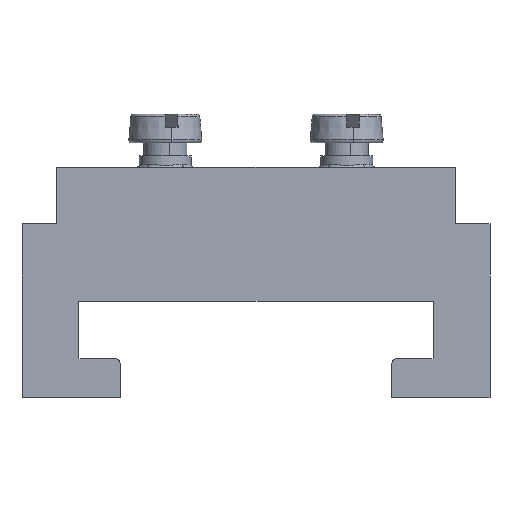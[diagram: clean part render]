
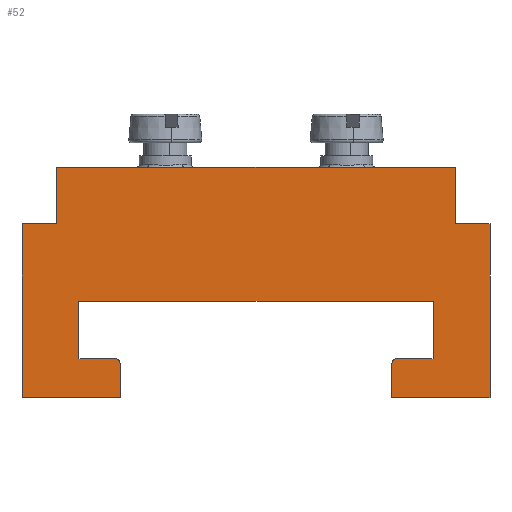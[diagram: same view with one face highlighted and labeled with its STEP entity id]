
A CAD part, front view. The second image highlights one B-rep face of the part: STEP entity #52.
In plain terms, the highlighted planar face has unit normal (0, -1, 0).
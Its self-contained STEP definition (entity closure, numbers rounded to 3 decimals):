
#15 = CARTESIAN_POINT ( 'NONE',  ( -28.143, 0.477, 13.655 ) ) ;
#25 = CARTESIAN_POINT ( 'NONE',  ( -21.293, 0.477, -1.995 ) ) ;
#52 = ADVANCED_FACE ( 'NONE', ( #2145 ), #2175, .T. ) ;
#80 = VERTEX_POINT ( 'NONE', #2623 ) ;
#90 = VERTEX_POINT ( 'NONE', #1151 ) ;
#131 = CARTESIAN_POINT ( 'NONE',  ( 15.457, 0.477, 4.655 ) ) ;
#132 = DIRECTION ( 'NONE',  ( 0., 0., 1. ) ) ;
#140 = VECTOR ( 'NONE', #292, 1000. ) ;
#147 = VECTOR ( 'NONE', #1035, 1000. ) ;
#148 = VERTEX_POINT ( 'NONE', #249 ) ;
#162 = ORIENTED_EDGE ( 'NONE', *, *, #2825, .T. ) ;
#167 = CARTESIAN_POINT ( 'NONE',  ( -32.143, 0.477, -6.495 ) ) ;
#171 = CARTESIAN_POINT ( 'NONE',  ( 18.057, 0.477, 13.655 ) ) ;
#202 = LINE ( 'NONE', #712, #942 ) ;
#214 = LINE ( 'NONE', #1296, #866 ) ;
#249 = CARTESIAN_POINT ( 'NONE',  ( -20.793, 0.477, -6.495 ) ) ;
#255 = VECTOR ( 'NONE', #1544, 1000. ) ;
#269 = CARTESIAN_POINT ( 'NONE',  ( -20.793, 0.477, -2.495 ) ) ;
#272 = CARTESIAN_POINT ( 'NONE',  ( 22.057, 0.477, -6.495 ) ) ;
#291 = VECTOR ( 'NONE', #1672, 1000. ) ;
#292 = DIRECTION ( 'NONE',  ( 0., 0., 1. ) ) ;
#294 = CARTESIAN_POINT ( 'NONE',  ( -32.143, 0.477, 18.205 ) ) ;
#315 = DIRECTION ( 'NONE',  ( -1., 0., 0. ) ) ;
#320 = ORIENTED_EDGE ( 'NONE', *, *, #1265, .F. ) ;
#322 = VECTOR ( 'NONE', #1766, 1000. ) ;
#329 = CARTESIAN_POINT ( 'NONE',  ( -25.543, 0.477, 4.655 ) ) ;
#341 = CARTESIAN_POINT ( 'NONE',  ( 15.457, 0.477, -1.995 ) ) ;
#351 = AXIS2_PLACEMENT_3D ( 'NONE', #2954, #2944, #2942 ) ;
#365 = CARTESIAN_POINT ( 'NONE',  ( 10.707, 0.477, -6.495 ) ) ;
#368 = CARTESIAN_POINT ( 'NONE',  ( -28.143, 0.477, 20.205 ) ) ;
#395 = DIRECTION ( 'NONE',  ( 0., -1., 0. ) ) ;
#398 = ORIENTED_EDGE ( 'NONE', *, *, #3070, .F. ) ;
#399 = DIRECTION ( 'NONE',  ( 0., 0., -1. ) ) ;
#406 = DIRECTION ( 'NONE',  ( 0., 1., 0. ) ) ;
#409 = CARTESIAN_POINT ( 'NONE',  ( 11.207, 0.477, -2.495 ) ) ;
#432 = CARTESIAN_POINT ( 'NONE',  ( 22.057, 0.477, 13.655 ) ) ;
#440 = LINE ( 'NONE', #2848, #447 ) ;
#447 = VECTOR ( 'NONE', #2665, 1000. ) ;
#488 = ORIENTED_EDGE ( 'NONE', *, *, #2965, .F. ) ;
#543 = DIRECTION ( 'NONE',  ( 1., 0., 0. ) ) ;
#545 = CARTESIAN_POINT ( 'NONE',  ( 22.057, 0.477, 13.655 ) ) ;
#550 = LINE ( 'NONE', #131, #2982 ) ;
#581 = VERTEX_POINT ( 'NONE', #341 ) ;
#620 = ORIENTED_EDGE ( 'NONE', *, *, #2823, .F. ) ;
#655 = DIRECTION ( 'NONE',  ( 0., 0., -1. ) ) ;
#690 = VECTOR ( 'NONE', #1594, 1000. ) ;
#708 = ORIENTED_EDGE ( 'NONE', *, *, #2139, .F. ) ;
#712 = CARTESIAN_POINT ( 'NONE',  ( 15.457, 0.477, -1.995 ) ) ;
#718 = DIRECTION ( 'NONE',  ( 1., 0., 0. ) ) ;
#739 = EDGE_CURVE ( 'NONE', #1152, #90, #1811, .T. ) ;
#749 = ORIENTED_EDGE ( 'NONE', *, *, #2951, .F. ) ;
#845 = VECTOR ( 'NONE', #543, 1000. ) ;
#866 = VECTOR ( 'NONE', #1325, 1000. ) ;
#872 = VERTEX_POINT ( 'NONE', #272 ) ;
#934 = LINE ( 'NONE', #1063, #147 ) ;
#940 = VERTEX_POINT ( 'NONE', #269 ) ;
#942 = VECTOR ( 'NONE', #718, 1000. ) ;
#972 = VECTOR ( 'NONE', #2719, 1000. ) ;
#976 = LINE ( 'NONE', #1373, #972 ) ;
#1035 = DIRECTION ( 'NONE',  ( 0., 0., -1. ) ) ;
#1063 = CARTESIAN_POINT ( 'NONE',  ( 22.057, 0.477, -6.495 ) ) ;
#1113 = ORIENTED_EDGE ( 'NONE', *, *, #739, .F. ) ;
#1120 = LINE ( 'NONE', #1608, #690 ) ;
#1121 = EDGE_LOOP ( 'NONE', ( #162, #708, #1577, #1113, #1165, #1834, #398, #2842, #620, #3101, #320, #2605, #488, #2770, #1303, #2649, #749, #1673 ) ) ;
#1140 = AXIS2_PLACEMENT_3D ( 'NONE', #409, #406, #399 ) ;
#1151 = CARTESIAN_POINT ( 'NONE',  ( -32.143, 0.477, 13.655 ) ) ;
#1152 = VERTEX_POINT ( 'NONE', #167 ) ;
#1165 = ORIENTED_EDGE ( 'NONE', *, *, #2790, .F. ) ;
#1205 = VERTEX_POINT ( 'NONE', #171 ) ;
#1265 = EDGE_CURVE ( 'NONE', #581, #2835, #550, .T. ) ;
#1296 = CARTESIAN_POINT ( 'NONE',  ( -32.143, 0.477, 13.655 ) ) ;
#1297 = LINE ( 'NONE', #1733, #322 ) ;
#1300 = LINE ( 'NONE', #1641, #291 ) ;
#1303 = ORIENTED_EDGE ( 'NONE', *, *, #2779, .F. ) ;
#1325 = DIRECTION ( 'NONE',  ( 1., 0., 0. ) ) ;
#1360 = CARTESIAN_POINT ( 'NONE',  ( 15.457, 0.477, 4.655 ) ) ;
#1372 = LINE ( 'NONE', #1976, #2249 ) ;
#1373 = CARTESIAN_POINT ( 'NONE',  ( -20.793, 0.477, -2.495 ) ) ;
#1402 = VERTEX_POINT ( 'NONE', #25 ) ;
#1457 = VERTEX_POINT ( 'NONE', #15 ) ;
#1504 = DIRECTION ( 'NONE',  ( 0., 0., -1. ) ) ;
#1515 = CARTESIAN_POINT ( 'NONE',  ( -25.543, 0.477, 4.655 ) ) ;
#1544 = DIRECTION ( 'NONE',  ( -1., 0., 0. ) ) ;
#1567 = VERTEX_POINT ( 'NONE', #2895 ) ;
#1577 = ORIENTED_EDGE ( 'NONE', *, *, #2876, .F. ) ;
#1594 = DIRECTION ( 'NONE',  ( -1., 0., 0. ) ) ;
#1604 = LINE ( 'NONE', #329, #2713 ) ;
#1608 = CARTESIAN_POINT ( 'NONE',  ( -32.143, 0.477, -6.495 ) ) ;
#1641 = CARTESIAN_POINT ( 'NONE',  ( -32.143, 0.477, -6.495 ) ) ;
#1672 = DIRECTION ( 'NONE',  ( -1., 0., 0. ) ) ;
#1673 = ORIENTED_EDGE ( 'NONE', *, *, #3144, .F. ) ;
#1705 = EDGE_CURVE ( 'NONE', #940, #148, #976, .T. ) ;
#1729 = VERTEX_POINT ( 'NONE', #1815 ) ;
#1733 = CARTESIAN_POINT ( 'NONE',  ( 10.707, 0.477, -2.495 ) ) ;
#1766 = DIRECTION ( 'NONE',  ( 0., 0., 1. ) ) ;
#1811 = LINE ( 'NONE', #294, #140 ) ;
#1815 = CARTESIAN_POINT ( 'NONE',  ( 18.057, 0.477, 20.205 ) ) ;
#1824 = VERTEX_POINT ( 'NONE', #432 ) ;
#1834 = ORIENTED_EDGE ( 'NONE', *, *, #1705, .F. ) ;
#1855 = VERTEX_POINT ( 'NONE', #368 ) ;
#1895 = LINE ( 'NONE', #1911, #255 ) ;
#1903 = VECTOR ( 'NONE', #1504, 1000. ) ;
#1911 = CARTESIAN_POINT ( 'NONE',  ( -28.143, 0.477, 20.205 ) ) ;
#1916 = VERTEX_POINT ( 'NONE', #365 ) ;
#1976 = CARTESIAN_POINT ( 'NONE',  ( 18.057, 0.477, 20.205 ) ) ;
#2139 = EDGE_CURVE ( 'NONE', #1457, #1855, #440, .T. ) ;
#2145 = FACE_OUTER_BOUND ( 'NONE', #1121, .T. ) ;
#2160 = CARTESIAN_POINT ( 'NONE',  ( 10.707, 0.477, -2.495 ) ) ;
#2175 = PLANE ( 'NONE',  #2591 ) ;
#2182 = DIRECTION ( 'NONE',  ( 0., 0., -1. ) ) ;
#2215 = DIRECTION ( 'NONE',  ( 1., 0., 0. ) ) ;
#2232 = CARTESIAN_POINT ( 'NONE',  ( -25.543, 0.477, -1.995 ) ) ;
#2249 = VECTOR ( 'NONE', #2182, 1000. ) ;
#2278 = CARTESIAN_POINT ( 'NONE',  ( -25.543, 0.477, 4.655 ) ) ;
#2300 = LINE ( 'NONE', #2232, #2844 ) ;
#2511 = VERTEX_POINT ( 'NONE', #2278 ) ;
#2540 = VERTEX_POINT ( 'NONE', #2160 ) ;
#2591 = AXIS2_PLACEMENT_3D ( 'NONE', #3027, #395, #655 ) ;
#2605 = ORIENTED_EDGE ( 'NONE', *, *, #2935, .F. ) ;
#2623 = CARTESIAN_POINT ( 'NONE',  ( 11.207, 0.477, -1.995 ) ) ;
#2649 = ORIENTED_EDGE ( 'NONE', *, *, #2902, .F. ) ;
#2665 = DIRECTION ( 'NONE',  ( 0., 0., 1. ) ) ;
#2713 = VECTOR ( 'NONE', #315, 1000. ) ;
#2719 = DIRECTION ( 'NONE',  ( 0., 0., -1. ) ) ;
#2767 = EDGE_CURVE ( 'NONE', #1916, #2540, #1297, .T. ) ;
#2770 = ORIENTED_EDGE ( 'NONE', *, *, #2767, .F. ) ;
#2779 = EDGE_CURVE ( 'NONE', #872, #1916, #1300, .T. ) ;
#2790 = EDGE_CURVE ( 'NONE', #148, #1152, #1120, .T. ) ;
#2805 = LINE ( 'NONE', #1515, #1903 ) ;
#2823 = EDGE_CURVE ( 'NONE', #2511, #1567, #2805, .T. ) ;
#2825 = EDGE_CURVE ( 'NONE', #1729, #1855, #1895, .T. ) ;
#2835 = VERTEX_POINT ( 'NONE', #1360 ) ;
#2842 = ORIENTED_EDGE ( 'NONE', *, *, #3123, .F. ) ;
#2844 = VECTOR ( 'NONE', #2215, 1000. ) ;
#2848 = CARTESIAN_POINT ( 'NONE',  ( -28.143, 0.477, 20.205 ) ) ;
#2849 = CIRCLE ( 'NONE', #1140, 0.5 ) ;
#2876 = EDGE_CURVE ( 'NONE', #90, #1457, #214, .T. ) ;
#2895 = CARTESIAN_POINT ( 'NONE',  ( -25.543, 0.477, -1.995 ) ) ;
#2902 = EDGE_CURVE ( 'NONE', #1824, #872, #934, .T. ) ;
#2935 = EDGE_CURVE ( 'NONE', #80, #581, #202, .T. ) ;
#2942 = DIRECTION ( 'NONE',  ( 0., 0., -1. ) ) ;
#2944 = DIRECTION ( 'NONE',  ( 0., 1., 0. ) ) ;
#2951 = EDGE_CURVE ( 'NONE', #1205, #1824, #3076, .T. ) ;
#2954 = CARTESIAN_POINT ( 'NONE',  ( -21.293, 0.477, -2.495 ) ) ;
#2965 = EDGE_CURVE ( 'NONE', #2540, #80, #2849, .T. ) ;
#2982 = VECTOR ( 'NONE', #132, 1000. ) ;
#3006 = EDGE_CURVE ( 'NONE', #2835, #2511, #1604, .T. ) ;
#3021 = CIRCLE ( 'NONE', #351, 0.5 ) ;
#3027 = CARTESIAN_POINT ( 'NONE',  ( -5.043, 0.477, -6.495 ) ) ;
#3070 = EDGE_CURVE ( 'NONE', #1402, #940, #3021, .T. ) ;
#3076 = LINE ( 'NONE', #545, #845 ) ;
#3101 = ORIENTED_EDGE ( 'NONE', *, *, #3006, .F. ) ;
#3123 = EDGE_CURVE ( 'NONE', #1567, #1402, #2300, .T. ) ;
#3144 = EDGE_CURVE ( 'NONE', #1729, #1205, #1372, .T. ) ;
